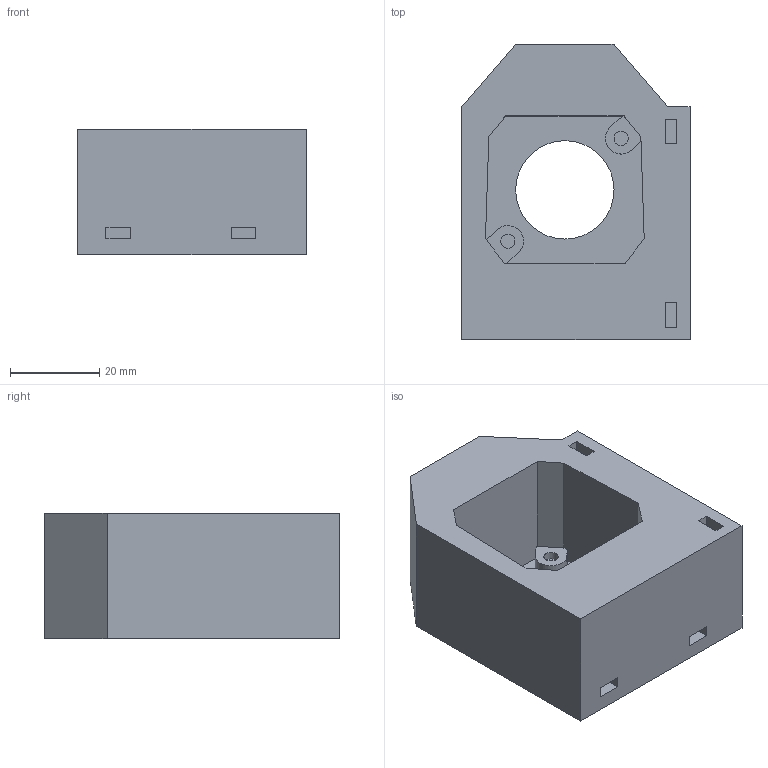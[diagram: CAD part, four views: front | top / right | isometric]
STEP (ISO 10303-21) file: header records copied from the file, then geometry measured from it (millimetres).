
FILE_DESCRIPTION(('FreeCAD Model'),'2;1');
FILE_NAME('gun-bracket.step', '2019-10-22T22:31:17',('Author'),(''), 'Open CASCADE STEP processor 7.3','FreeCAD','Unknown');
FILE_SCHEMA(('AUTOMOTIVE_DESIGN { 1 0 10303 214 1 1 1 1 }'));
Length unit declared in the file: millimetre
Products named in the file (1): Pocket029
Bounding box: 51 x 66 x 28 mm (x, y, z)
Volume: 56819.9 mm3; surface area: 16536.3 mm2
Topology: 1 solids, 4 shells, 94 faces, 210 edges, 140 vertices
Faces by surface type: plane 73, cylinder 21
Full cylindrical faces by diameter (mm): 3.2 x16, 6 x2, 22 x1
Entity records: 5341 total; most frequent: CARTESIAN_POINT 1069, DIRECTION 753, LINE 456, VECTOR 456, ORIENTED_EDGE 420, PCURVE 420, DEFINITIONAL_REPRESENTATION 420, EDGE_CURVE 210
